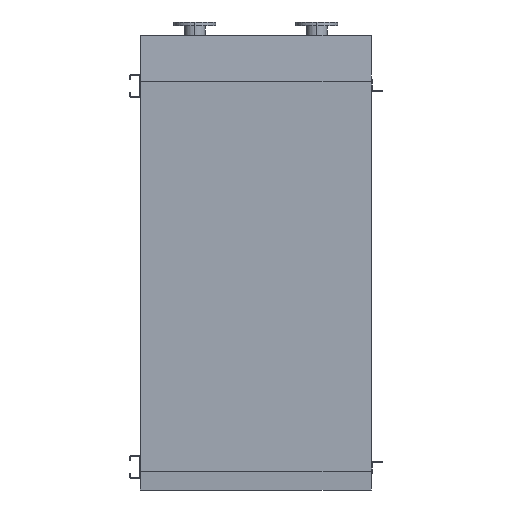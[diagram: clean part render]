
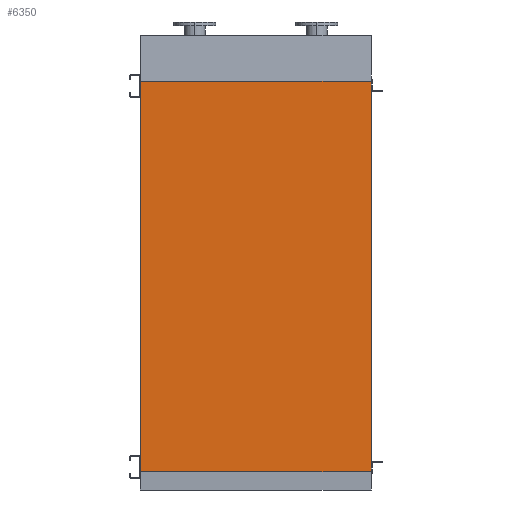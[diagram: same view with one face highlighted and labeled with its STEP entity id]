
A CAD part, front view. The second image highlights one B-rep face of the part: STEP entity #6350.
In plain terms, the highlighted planar face has unit normal (0, -1, 0).
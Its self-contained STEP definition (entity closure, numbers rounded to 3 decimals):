
#369 = CARTESIAN_POINT ( 'NONE',  ( 605., 0., -2050. ) ) ;
#685 = LINE ( 'NONE', #6796, #6349 ) ;
#996 = LINE ( 'NONE', #2577, #1628 ) ;
#1054 = EDGE_CURVE ( 'NONE', #7419, #4491, #9739, .T. ) ;
#1597 = VECTOR ( 'NONE', #5763, 1000. ) ;
#1628 = VECTOR ( 'NONE', #3486, 1000. ) ;
#1910 = VECTOR ( 'NONE', #3421, 1000. ) ;
#2348 = ORIENTED_EDGE ( 'NONE', *, *, #1054, .T. ) ;
#2577 = CARTESIAN_POINT ( 'NONE',  ( -605., 0., -2050. ) ) ;
#2641 = CARTESIAN_POINT ( 'NONE',  ( 605., 0., -2050. ) ) ;
#2655 = LINE ( 'NONE', #4186, #1597 ) ;
#3068 = CARTESIAN_POINT ( 'NONE',  ( 605., 0., 0. ) ) ;
#3421 = DIRECTION ( 'NONE',  ( 0., 0., 1. ) ) ;
#3486 = DIRECTION ( 'NONE',  ( 1., 0., 0. ) ) ;
#3490 = ORIENTED_EDGE ( 'NONE', *, *, #6292, .F. ) ;
#4186 = CARTESIAN_POINT ( 'NONE',  ( -605., 0., 0. ) ) ;
#4491 = VERTEX_POINT ( 'NONE', #3068 ) ;
#4867 = EDGE_CURVE ( 'NONE', #9787, #4491, #2655, .T. ) ;
#5308 = ORIENTED_EDGE ( 'NONE', *, *, #4867, .F. ) ;
#5328 = DIRECTION ( 'NONE',  ( 0., -1., 0. ) ) ;
#5729 = VERTEX_POINT ( 'NONE', #6132 ) ;
#5763 = DIRECTION ( 'NONE',  ( 1., 0., 0. ) ) ;
#6132 = CARTESIAN_POINT ( 'NONE',  ( -605., 0., -2050. ) ) ;
#6177 = AXIS2_PLACEMENT_3D ( 'NONE', #6887, #5328, #6846 ) ;
#6222 = EDGE_CURVE ( 'NONE', #5729, #7419, #996, .T. ) ;
#6292 = EDGE_CURVE ( 'NONE', #5729, #9787, #685, .T. ) ;
#6349 = VECTOR ( 'NONE', #9138, 1000. ) ;
#6350 = ADVANCED_FACE ( 'NONE', ( #9179 ), #7609, .T. ) ;
#6699 = EDGE_LOOP ( 'NONE', ( #5308, #3490, #8930, #2348 ) ) ;
#6796 = CARTESIAN_POINT ( 'NONE',  ( -605., 0., -2050. ) ) ;
#6846 = DIRECTION ( 'NONE',  ( 0., 0., -1. ) ) ;
#6887 = CARTESIAN_POINT ( 'NONE',  ( -605., 0., -2050. ) ) ;
#7419 = VERTEX_POINT ( 'NONE', #2641 ) ;
#7609 = PLANE ( 'NONE',  #6177 ) ;
#8837 = CARTESIAN_POINT ( 'NONE',  ( -605., 0., 0. ) ) ;
#8930 = ORIENTED_EDGE ( 'NONE', *, *, #6222, .T. ) ;
#9138 = DIRECTION ( 'NONE',  ( 0., 0., 1. ) ) ;
#9179 = FACE_OUTER_BOUND ( 'NONE', #6699, .T. ) ;
#9739 = LINE ( 'NONE', #369, #1910 ) ;
#9787 = VERTEX_POINT ( 'NONE', #8837 ) ;
